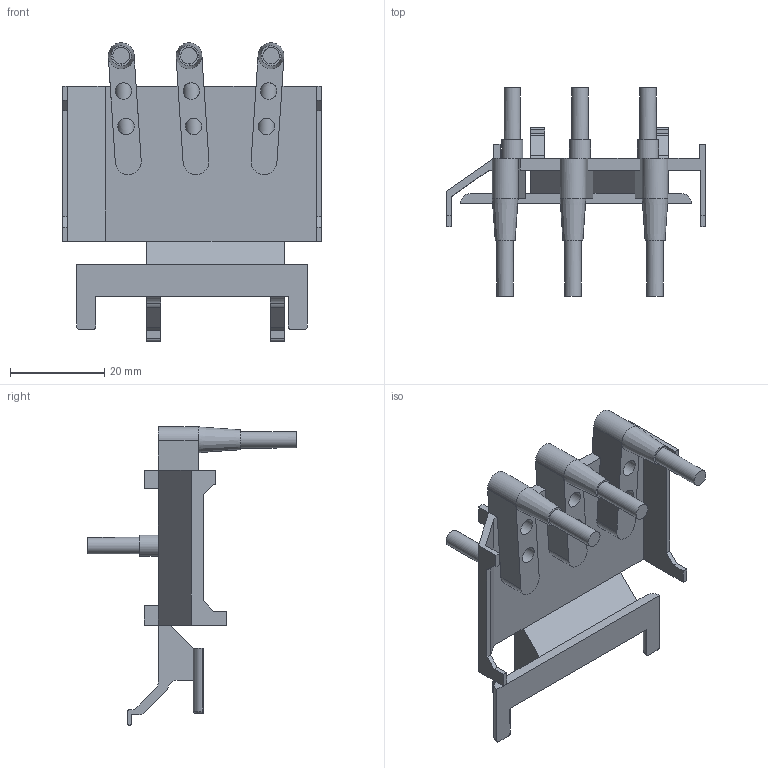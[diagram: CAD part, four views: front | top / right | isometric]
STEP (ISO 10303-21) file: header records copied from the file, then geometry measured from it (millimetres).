
FILE_DESCRIPTION((''),'2;1');
FILE_NAME('12M90036G01 - 330-CMS240A.stp','2015-05-26T13:54:44',('rshanor'),(''),'Autodesk Inventor 2013','Autodesk Inventor 2013','');
FILE_SCHEMA(('AUTOMOTIVE_DESIGN { 1 2 10303 214 0 1 1 1 }'));
Length unit declared in the file: millimetre
Products named in the file (1): 12M90036X01
Bounding box: 55 x 44.3 x 63.4 mm (x, y, z)
Volume: 10821.9 mm3; surface area: 9959.3 mm2
Topology: 1 solids, 19 shells, 199 faces, 470 edges, 306 vertices
Faces by surface type: plane 99, cylinder 77, cone 21, torus 2
Full cylindrical faces by diameter (mm): 3.5 x12, 4.5 x3
Entity records: 5875 total; most frequent: CARTESIAN_POINT 1222, DIRECTION 944, ORIENTED_EDGE 850, EDGE_CURVE 425, AXIS2_PLACEMENT_3D 337, VERTEX_POINT 285, VECTOR 270, LINE 270
